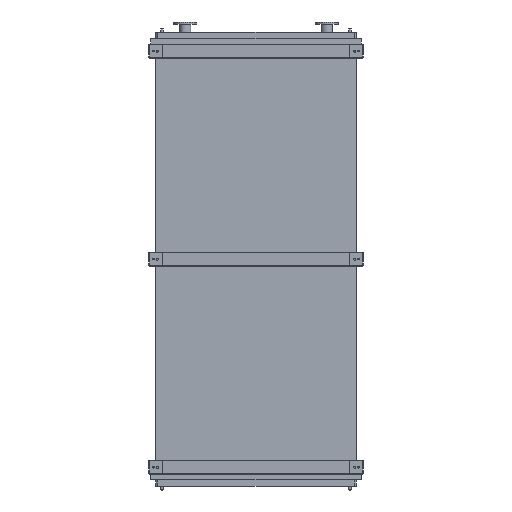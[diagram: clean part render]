
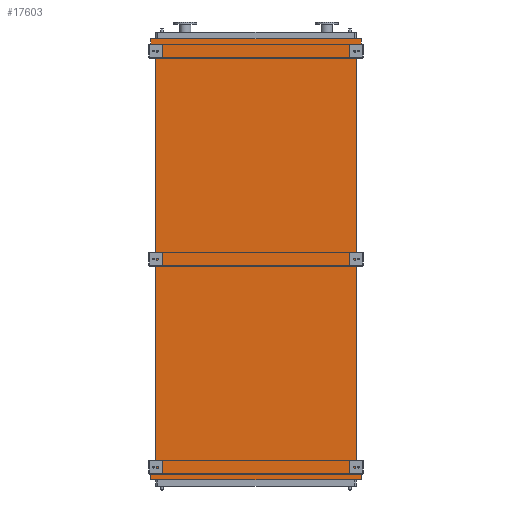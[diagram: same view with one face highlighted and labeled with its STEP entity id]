
A CAD part, front view. The second image highlights one B-rep face of the part: STEP entity #17603.
In plain terms, the highlighted planar face has unit normal (0, -1, 0).
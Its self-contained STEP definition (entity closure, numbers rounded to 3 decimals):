
#283 = VERTEX_POINT ( 'NONE', #6921 ) ;
#907 = ORIENTED_EDGE ( 'NONE', *, *, #27380, .F. ) ;
#951 = DIRECTION ( 'NONE',  ( -0.655, 0., -0.755 ) ) ;
#1767 = CARTESIAN_POINT ( 'NONE',  ( -965., 0., -4050. ) ) ;
#1794 = DIRECTION ( 'NONE',  ( 0., 0., -1. ) ) ;
#1949 = VECTOR ( 'NONE', #5000, 1000. ) ;
#2067 = ORIENTED_EDGE ( 'NONE', *, *, #2282, .F. ) ;
#2083 = CARTESIAN_POINT ( 'NONE',  ( -965., 0., -4050. ) ) ;
#2224 = VERTEX_POINT ( 'NONE', #24522 ) ;
#2282 = EDGE_CURVE ( 'NONE', #29857, #22220, #15237, .T. ) ;
#2413 = LINE ( 'NONE', #13367, #20839 ) ;
#2444 = ORIENTED_EDGE ( 'NONE', *, *, #22414, .F. ) ;
#2524 = LINE ( 'NONE', #7389, #13462 ) ;
#3986 = FACE_OUTER_BOUND ( 'NONE', #13771, .T. ) ;
#4091 = AXIS2_PLACEMENT_3D ( 'NONE', #14249, #16760, #1794 ) ;
#4781 = CARTESIAN_POINT ( 'NONE',  ( -1011., 0., 95. ) ) ;
#4804 = ORIENTED_EDGE ( 'NONE', *, *, #15675, .F. ) ;
#5000 = DIRECTION ( 'NONE',  ( -1., 0., 0. ) ) ;
#5344 = CARTESIAN_POINT ( 'NONE',  ( -1011., 0., 95. ) ) ;
#5576 = VERTEX_POINT ( 'NONE', #26785 ) ;
#5652 = EDGE_CURVE ( 'NONE', #22220, #8268, #2524, .T. ) ;
#6135 = DIRECTION ( 'NONE',  ( 0., 0., 1. ) ) ;
#6550 = EDGE_CURVE ( 'NONE', #14096, #8437, #29428, .T. ) ;
#6921 = CARTESIAN_POINT ( 'NONE',  ( 1011., 0., -4103. ) ) ;
#7075 = VECTOR ( 'NONE', #25853, 1000. ) ;
#7389 = CARTESIAN_POINT ( 'NONE',  ( -1011., 0., -4145. ) ) ;
#8268 = VERTEX_POINT ( 'NONE', #8899 ) ;
#8437 = VERTEX_POINT ( 'NONE', #9666 ) ;
#8555 = CARTESIAN_POINT ( 'NONE',  ( 1011., 0., 95. ) ) ;
#8691 = LINE ( 'NONE', #28395, #7075 ) ;
#8786 = ORIENTED_EDGE ( 'NONE', *, *, #29732, .F. ) ;
#8899 = CARTESIAN_POINT ( 'NONE',  ( -1011., 0., -4103. ) ) ;
#9666 = CARTESIAN_POINT ( 'NONE',  ( 1011., 0., 95. ) ) ;
#10123 = EDGE_CURVE ( 'NONE', #24338, #2224, #14690, .T. ) ;
#11065 = DIRECTION ( 'NONE',  ( 0., 0., -1. ) ) ;
#11500 = DIRECTION ( 'NONE',  ( 0., 0., -1. ) ) ;
#11532 = VECTOR ( 'NONE', #18064, 1000. ) ;
#11973 = LINE ( 'NONE', #8555, #31158 ) ;
#11998 = VERTEX_POINT ( 'NONE', #26535 ) ;
#12294 = LINE ( 'NONE', #25421, #11532 ) ;
#12346 = DIRECTION ( 'NONE',  ( 1., 0., 0. ) ) ;
#12353 = CARTESIAN_POINT ( 'NONE',  ( 1011., 0., -4145. ) ) ;
#12375 = EDGE_CURVE ( 'NONE', #8268, #13513, #12294, .T. ) ;
#13135 = VECTOR ( 'NONE', #6135, 1000. ) ;
#13367 = CARTESIAN_POINT ( 'NONE',  ( 1011., 0., 53. ) ) ;
#13382 = ORIENTED_EDGE ( 'NONE', *, *, #10123, .T. ) ;
#13462 = VECTOR ( 'NONE', #17436, 1000. ) ;
#13476 = VECTOR ( 'NONE', #24824, 1000. ) ;
#13513 = VERTEX_POINT ( 'NONE', #1767 ) ;
#13771 = EDGE_LOOP ( 'NONE', ( #13382, #907, #2444, #22413, #23927, #4804, #24698, #26245, #13791, #2067, #8786, #22043 ) ) ;
#13791 = ORIENTED_EDGE ( 'NONE', *, *, #5652, .F. ) ;
#13959 = LINE ( 'NONE', #26364, #26416 ) ;
#14096 = VERTEX_POINT ( 'NONE', #5344 ) ;
#14249 = CARTESIAN_POINT ( 'NONE',  ( -965., 0., -4050. ) ) ;
#14690 = LINE ( 'NONE', #21039, #13135 ) ;
#15237 = LINE ( 'NONE', #12353, #1949 ) ;
#15675 = EDGE_CURVE ( 'NONE', #11998, #5576, #8691, .T. ) ;
#16760 = DIRECTION ( 'NONE',  ( 0., -1., 0. ) ) ;
#16845 = LINE ( 'NONE', #2083, #22722 ) ;
#17436 = DIRECTION ( 'NONE',  ( 0., 0., 1. ) ) ;
#17603 = ADVANCED_FACE ( 'NONE', ( #3986 ), #19197, .T. ) ;
#18064 = DIRECTION ( 'NONE',  ( 0.655, 0., 0.755 ) ) ;
#18246 = EDGE_CURVE ( 'NONE', #13513, #11998, #16845, .T. ) ;
#19066 = EDGE_CURVE ( 'NONE', #5576, #14096, #30917, .T. ) ;
#19197 = PLANE ( 'NONE',  #4091 ) ;
#19384 = VERTEX_POINT ( 'NONE', #20533 ) ;
#20172 = LINE ( 'NONE', #24925, #13476 ) ;
#20533 = CARTESIAN_POINT ( 'NONE',  ( 1011., 0., 53. ) ) ;
#20839 = VECTOR ( 'NONE', #951, 1000. ) ;
#21039 = CARTESIAN_POINT ( 'NONE',  ( 965., 0., -4050. ) ) ;
#22026 = VECTOR ( 'NONE', #12346, 1000. ) ;
#22043 = ORIENTED_EDGE ( 'NONE', *, *, #23006, .F. ) ;
#22113 = DIRECTION ( 'NONE',  ( 0., 0., 1. ) ) ;
#22220 = VERTEX_POINT ( 'NONE', #22937 ) ;
#22413 = ORIENTED_EDGE ( 'NONE', *, *, #6550, .F. ) ;
#22414 = EDGE_CURVE ( 'NONE', #8437, #19384, #11973, .T. ) ;
#22656 = VECTOR ( 'NONE', #29032, 1000. ) ;
#22722 = VECTOR ( 'NONE', #22113, 1000. ) ;
#22937 = CARTESIAN_POINT ( 'NONE',  ( -1011., 0., -4145. ) ) ;
#23006 = EDGE_CURVE ( 'NONE', #24338, #283, #20172, .T. ) ;
#23927 = ORIENTED_EDGE ( 'NONE', *, *, #19066, .F. ) ;
#23977 = CARTESIAN_POINT ( 'NONE',  ( -1011., 0., 53. ) ) ;
#24338 = VERTEX_POINT ( 'NONE', #32174 ) ;
#24522 = CARTESIAN_POINT ( 'NONE',  ( 965., 0., 0. ) ) ;
#24698 = ORIENTED_EDGE ( 'NONE', *, *, #18246, .F. ) ;
#24739 = CARTESIAN_POINT ( 'NONE',  ( 1011., 0., -4145. ) ) ;
#24824 = DIRECTION ( 'NONE',  ( 0.655, 0., -0.755 ) ) ;
#24925 = CARTESIAN_POINT ( 'NONE',  ( 965., 0., -4050. ) ) ;
#25421 = CARTESIAN_POINT ( 'NONE',  ( -1011., 0., -4103. ) ) ;
#25853 = DIRECTION ( 'NONE',  ( -0.655, 0., 0.755 ) ) ;
#26245 = ORIENTED_EDGE ( 'NONE', *, *, #12375, .F. ) ;
#26364 = CARTESIAN_POINT ( 'NONE',  ( 1011., 0., -4103. ) ) ;
#26416 = VECTOR ( 'NONE', #11500, 1000. ) ;
#26535 = CARTESIAN_POINT ( 'NONE',  ( -965., 0., 0. ) ) ;
#26785 = CARTESIAN_POINT ( 'NONE',  ( -1011., 0., 53. ) ) ;
#27380 = EDGE_CURVE ( 'NONE', #19384, #2224, #2413, .T. ) ;
#28395 = CARTESIAN_POINT ( 'NONE',  ( -965., 0., 0. ) ) ;
#29032 = DIRECTION ( 'NONE',  ( 0., 0., 1. ) ) ;
#29428 = LINE ( 'NONE', #4781, #22026 ) ;
#29732 = EDGE_CURVE ( 'NONE', #283, #29857, #13959, .T. ) ;
#29857 = VERTEX_POINT ( 'NONE', #24739 ) ;
#30917 = LINE ( 'NONE', #23977, #22656 ) ;
#31158 = VECTOR ( 'NONE', #11065, 1000. ) ;
#32174 = CARTESIAN_POINT ( 'NONE',  ( 965., 0., -4050. ) ) ;
